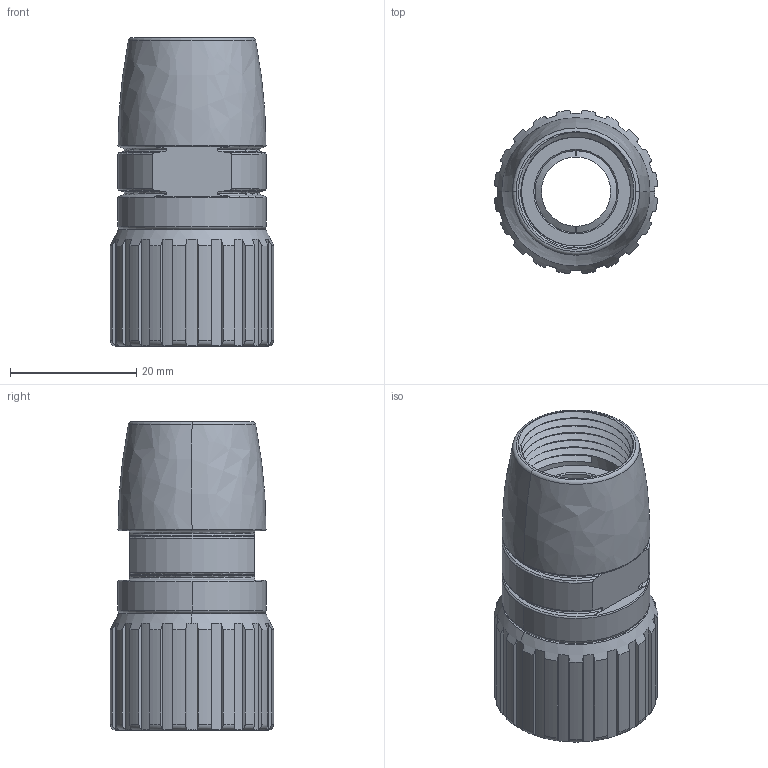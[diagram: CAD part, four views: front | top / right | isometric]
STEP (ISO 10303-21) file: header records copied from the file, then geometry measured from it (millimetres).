
FILE_DESCRIPTION((''),'2;1');
FILE_NAME('HR23-TE-PG11_SW0001','2017-08-15T',('ch.chen'),(''),'PRO/ENGINEER BY PARAMETRIC TECHNOLOGY CORPORATION, 2012480','PRO/ENGINEER BY PARAMETRIC TECHNOLOGY CORPORATION, 2012480','');
FILE_SCHEMA(('AUTOMOTIVE_DESIGN { 1 0 10303 214 1 1 1 1 }'));
Length unit declared in the file: millimetre
Products named in the file (1): HR23-TE-PG11_SW0001
Bounding box: 25.92 x 25.92 x 49 mm (x, y, z)
Volume: 8880 mm3; surface area: 12958.6 mm2
Topology: 1 solids, 1 shells, 342 faces, 989 edges, 644 vertices
Faces by surface type: plane 127, cylinder 125, torus 37, cone 33, bspline 20
Entity records: 18026 total; most frequent: CARTESIAN_POINT 9308, ORIENTED_EDGE 1978, DIRECTION 1637, EDGE_CURVE 989, VERTEX_POINT 644, AXIS2_PLACEMENT_3D 641, EDGE_LOOP 361, VECTOR 355
